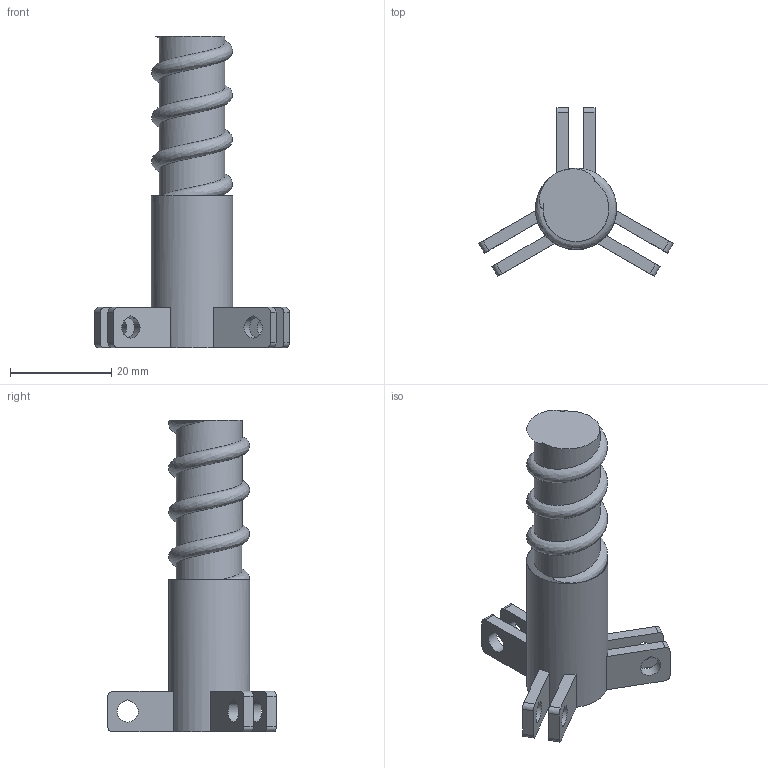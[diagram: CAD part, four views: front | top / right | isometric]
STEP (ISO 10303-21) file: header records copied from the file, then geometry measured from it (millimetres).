
FILE_DESCRIPTION(/* description */ (''),/* implementation_level */ '2;1');
FILE_NAME(/* name */ 'Bolt v5.step',/* time_stamp */ '2025-04-30T15:27:06+09:00',/* author */ (''),/* organization */ (''),/* preprocessor_version */ 'ST-DEVELOPER v20.1',/* originating_system */ 'Autodesk Translation Framework v14.4.0.0',/* authorisation */ '');
FILE_SCHEMA (('AUTOMOTIVE_DESIGN { 1 0 10303 214 3 1 1 }'));
Length unit declared in the file: millimetre
Products named in the file (1): Bolt
Bounding box: 38.39 x 33.25 x 61.5 mm (x, y, z)
Volume: 11938.9 mm3; surface area: 5317.7 mm2
Topology: 7 solids, 7 shells, 77 faces, 193 edges, 128 vertices
Faces by surface type: plane 45, cylinder 31, bspline 1
Full cylindrical faces by diameter (mm): 13 x4, 16 x1
Entity records: 2949 total; most frequent: CARTESIAN_POINT 1044, DIRECTION 384, ORIENTED_EDGE 378, EDGE_CURVE 189, AXIS2_PLACEMENT_3D 132, VERTEX_POINT 126, LINE 120, VECTOR 120
